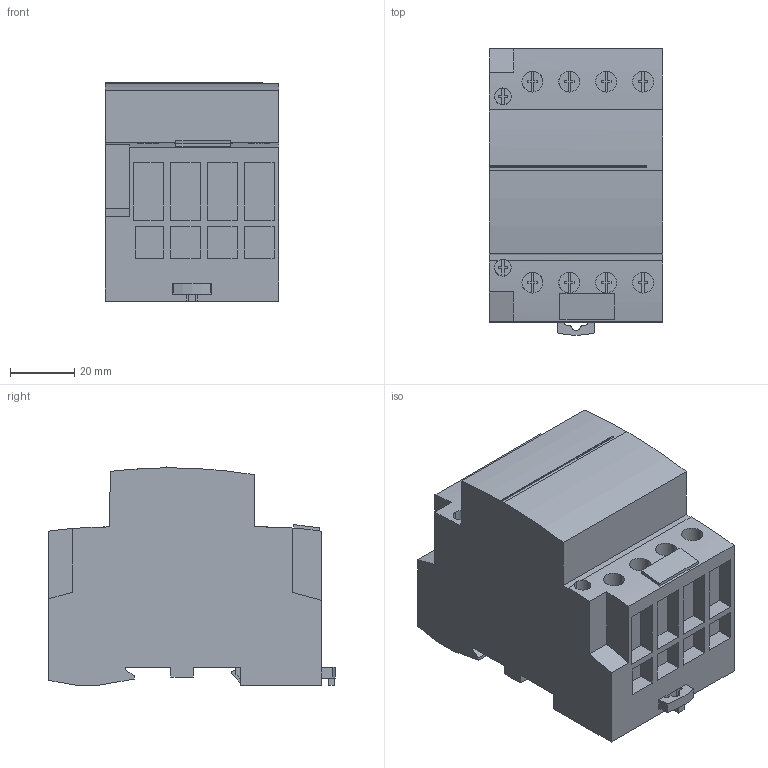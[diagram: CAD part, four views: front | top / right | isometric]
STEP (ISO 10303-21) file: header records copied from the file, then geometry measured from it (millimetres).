
FILE_DESCRIPTION(('STEP AP214'),'1');
FILE_NAME('A9C20164.stp','2016-12-08T18:27:09',('TraceParts'),('TraceParts S.A.'),'Spatial InterOp 3D',' ',' ');
FILE_SCHEMA(('automotive_design'));
Length unit declared in the file: millimetre
Products named in the file (12): SB100517_S_ASM|Next assembly relationship#COQUE_54;COQUE_54; SB100517_S_ASM|Next assembly relationship#VIS_1;VIS_1; SB100517_S_ASM|Next assembly relationship#VIS_6D;VIS_6D; SB100517_S_ASM|Next assembly relationship#CLIP_2;CLIP_2
Bounding box: 54 x 88.9 x 67.74 mm (x, y, z)
Volume: 242143.2 mm3; surface area: 34474.4 mm2
Topology: 12 solids, 12 shells, 398 faces, 1047 edges, 698 vertices
Faces by surface type: plane 335, cylinder 63
Entity records: 12663 total; most frequent: CARTESIAN_POINT 2511, ORIENTED_EDGE 2094, DIRECTION 2001, EDGE_CURVE 1047, LINE 869, VECTOR 869, VERTEX_POINT 698, AXIS2_PLACEMENT_3D 566
